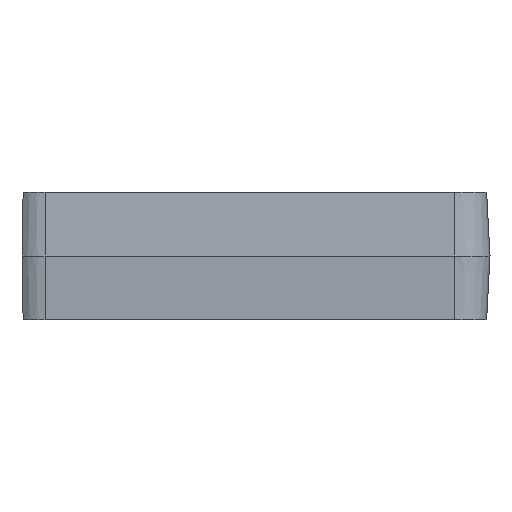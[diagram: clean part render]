
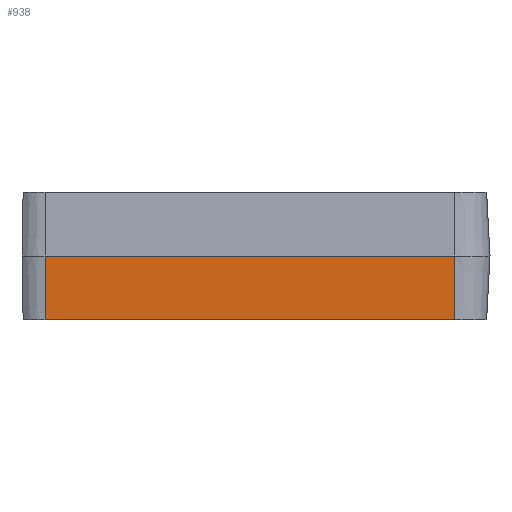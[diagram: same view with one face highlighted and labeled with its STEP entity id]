
A CAD part, front view. The second image highlights one B-rep face of the part: STEP entity #938.
In plain terms, the highlighted face is planar.
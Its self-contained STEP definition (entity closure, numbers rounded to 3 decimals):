
#60 = LINE ( 'NONE', #3062, #2699 ) ;
#285 = ORIENTED_EDGE ( 'NONE', *, *, #1025, .T. ) ;
#375 = PLANE ( 'NONE',  #3325 ) ;
#450 = CARTESIAN_POINT ( 'NONE',  ( -50.7, 51.107, 7.5 ) ) ;
#555 = VERTEX_POINT ( 'NONE', #450 ) ;
#582 = CARTESIAN_POINT ( 'NONE',  ( -2.7, 51.107, 7.5 ) ) ;
#586 = VECTOR ( 'NONE', #2504, 1000. ) ;
#938 = ADVANCED_FACE ( 'NONE', ( #2859 ), #375, .T. ) ;
#1025 = EDGE_CURVE ( 'NONE', #3799, #4034, #1130, .T. ) ;
#1130 = LINE ( 'NONE', #1462, #586 ) ;
#1333 = VECTOR ( 'NONE', #3438, 1000. ) ;
#1458 = EDGE_LOOP ( 'NONE', ( #3682, #3377, #2567, #285 ) ) ;
#1462 = CARTESIAN_POINT ( 'NONE',  ( -2.7, 51.5, 0. ) ) ;
#1684 = CARTESIAN_POINT ( 'NONE',  ( 0., 51.107, 7.5 ) ) ;
#1925 = VECTOR ( 'NONE', #4156, 1000. ) ;
#2187 = CARTESIAN_POINT ( 'NONE',  ( 0., 51.5, 0. ) ) ;
#2432 = DIRECTION ( 'NONE',  ( 1., 0., 0. ) ) ;
#2438 = CARTESIAN_POINT ( 'NONE',  ( -50.7, 51.5, 0. ) ) ;
#2504 = DIRECTION ( 'NONE',  ( 0., 0.052, -0.999 ) ) ;
#2548 = DIRECTION ( 'NONE',  ( 0., 0.999, 0.052 ) ) ;
#2567 = ORIENTED_EDGE ( 'NONE', *, *, #2622, .F. ) ;
#2622 = EDGE_CURVE ( 'NONE', #3799, #555, #3715, .T. ) ;
#2699 = VECTOR ( 'NONE', #2432, 1000. ) ;
#2859 = FACE_OUTER_BOUND ( 'NONE', #1458, .T. ) ;
#2942 = VERTEX_POINT ( 'NONE', #3414 ) ;
#3054 = EDGE_CURVE ( 'NONE', #555, #2942, #4037, .T. ) ;
#3062 = CARTESIAN_POINT ( 'NONE',  ( 0., 51.5, 0. ) ) ;
#3325 = AXIS2_PLACEMENT_3D ( 'NONE', #2187, #2548, #4173 ) ;
#3377 = ORIENTED_EDGE ( 'NONE', *, *, #3054, .F. ) ;
#3414 = CARTESIAN_POINT ( 'NONE',  ( -50.7, 51.5, 0. ) ) ;
#3438 = DIRECTION ( 'NONE',  ( -1., 0., 0. ) ) ;
#3475 = EDGE_CURVE ( 'NONE', #2942, #4034, #60, .T. ) ;
#3682 = ORIENTED_EDGE ( 'NONE', *, *, #3475, .F. ) ;
#3715 = LINE ( 'NONE', #1684, #1333 ) ;
#3799 = VERTEX_POINT ( 'NONE', #582 ) ;
#3970 = CARTESIAN_POINT ( 'NONE',  ( -2.7, 51.5, 0. ) ) ;
#4034 = VERTEX_POINT ( 'NONE', #3970 ) ;
#4037 = LINE ( 'NONE', #2438, #1925 ) ;
#4156 = DIRECTION ( 'NONE',  ( 0., 0.052, -0.999 ) ) ;
#4173 = DIRECTION ( 'NONE',  ( 0., -0.052, 0.999 ) ) ;
